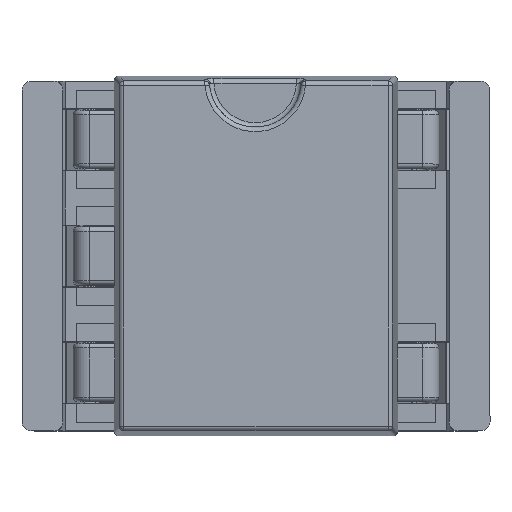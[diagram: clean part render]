
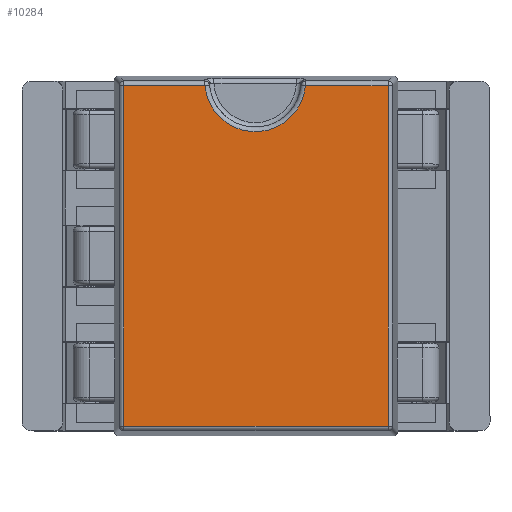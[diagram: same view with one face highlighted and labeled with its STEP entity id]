
A CAD part, top view. The second image highlights one B-rep face of the part: STEP entity #10284.
In plain terms, the highlighted planar face has unit normal (0, 0, 1).
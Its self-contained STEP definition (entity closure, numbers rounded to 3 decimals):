
#561=PLANE('',#11193);
#1120=LINE('',#19002,#2019);
#1121=LINE('',#19006,#2020);
#1122=LINE('',#19008,#2021);
#1123=LINE('',#19010,#2022);
#1124=LINE('',#19011,#2023);
#2019=VECTOR('',#13126,10.);
#2020=VECTOR('',#13131,10.);
#2021=VECTOR('',#13132,10.);
#2022=VECTOR('',#13133,10.);
#2023=VECTOR('',#13134,10.);
#2829=FACE_OUTER_BOUND('',#3455,.T.);
#3455=EDGE_LOOP('',(#8399,#8400,#8401,#8402,#8403,#8404));
#3964=CIRCLE('',#11183,1.1);
#4826=VERTEX_POINT('',#18958);
#4827=VERTEX_POINT('',#18960);
#4833=VERTEX_POINT('',#19001);
#4834=VERTEX_POINT('',#19005);
#4835=VERTEX_POINT('',#19007);
#4836=VERTEX_POINT('',#19009);
#6078=EDGE_CURVE('',#4827,#4826,#3964,.T.);
#6088=EDGE_CURVE('',#4826,#4833,#1120,.T.);
#6090=EDGE_CURVE('',#4834,#4827,#1121,.T.);
#6091=EDGE_CURVE('',#4835,#4834,#1122,.T.);
#6092=EDGE_CURVE('',#4836,#4835,#1123,.T.);
#6093=EDGE_CURVE('',#4833,#4836,#1124,.T.);
#8399=ORIENTED_EDGE('',*,*,#6078,.F.);
#8400=ORIENTED_EDGE('',*,*,#6090,.F.);
#8401=ORIENTED_EDGE('',*,*,#6091,.F.);
#8402=ORIENTED_EDGE('',*,*,#6092,.F.);
#8403=ORIENTED_EDGE('',*,*,#6093,.F.);
#8404=ORIENTED_EDGE('',*,*,#6088,.F.);
#10284=ADVANCED_FACE('',(#2829),#561,.T.);
#11183=AXIS2_PLACEMENT_3D('',#18962,#13103,#13104);
#11193=AXIS2_PLACEMENT_3D('',#19004,#13129,#13130);
#13103=DIRECTION('center_axis',(0.,0.,1.));
#13104=DIRECTION('ref_axis',(1.,0.,0.));
#13126=DIRECTION('',(0.,1.,0.));
#13129=DIRECTION('center_axis',(0.,0.,1.));
#13130=DIRECTION('ref_axis',(1.,0.,0.));
#13131=DIRECTION('',(0.,1.,0.));
#13132=DIRECTION('',(-1.,0.,0.));
#13133=DIRECTION('',(0.,-1.,0.));
#13134=DIRECTION('',(1.,0.,0.));
#18958=CARTESIAN_POINT('',(-0.79,5.169,3.35));
#18960=CARTESIAN_POINT('',(-0.79,2.977,3.35));
#18962=CARTESIAN_POINT('Origin',(-0.883,4.073,3.35));
#19001=CARTESIAN_POINT('',(-0.79,6.97,3.35));
#19002=CARTESIAN_POINT('',(-0.79,4.863,3.35));
#19004=CARTESIAN_POINT('Origin',(2.923,4.09,3.35));
#19005=CARTESIAN_POINT('',(-0.79,1.21,3.35));
#19006=CARTESIAN_POINT('',(-0.79,4.863,3.35));
#19007=CARTESIAN_POINT('',(6.635,1.21,3.35));
#19008=CARTESIAN_POINT('',(1.942,1.21,3.35));
#19009=CARTESIAN_POINT('',(6.635,6.97,3.35));
#19010=CARTESIAN_POINT('',(6.635,3.318,3.35));
#19011=CARTESIAN_POINT('',(3.903,6.97,3.35));
